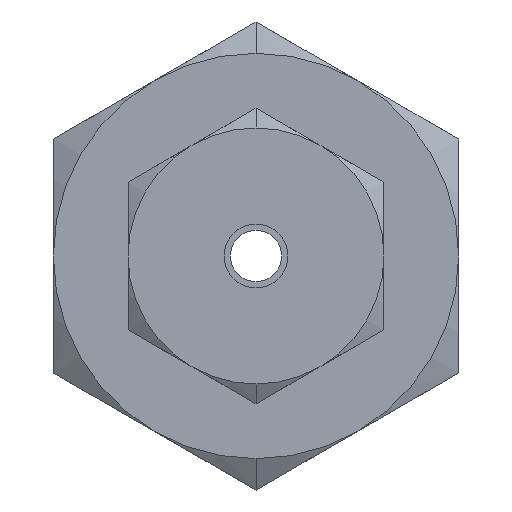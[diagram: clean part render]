
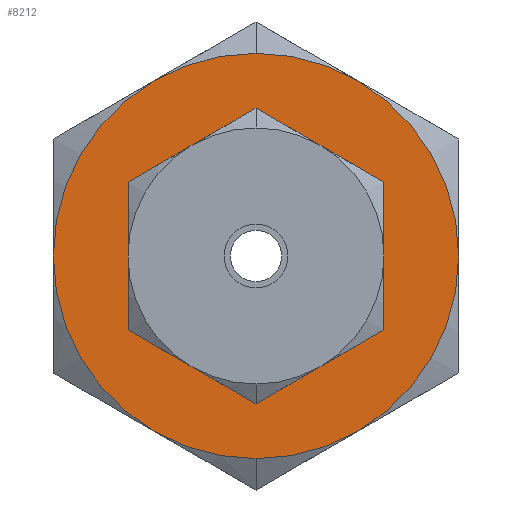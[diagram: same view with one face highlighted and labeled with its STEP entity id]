
A CAD part, left-side view. The second image highlights one B-rep face of the part: STEP entity #8212.
In plain terms, the highlighted planar face has unit normal (-1, 0, 0).
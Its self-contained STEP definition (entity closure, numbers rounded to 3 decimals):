
#48 = AXIS2_PLACEMENT_3D ( 'NONE', #3013, #2307, #1546 ) ;
#114 = DIRECTION ( 'NONE',  ( 0., 1., 0. ) ) ;
#127 = CIRCLE ( 'NONE', #3160, 9.5 ) ;
#239 = DIRECTION ( 'NONE',  ( -1., 0., 0. ) ) ;
#566 = EDGE_CURVE ( 'NONE', #4650, #5922, #6265, .T. ) ;
#596 = EDGE_CURVE ( 'NONE', #6756, #2977, #127, .T. ) ;
#629 = DIRECTION ( 'NONE',  ( -1., 0., 0. ) ) ;
#780 = ORIENTED_EDGE ( 'NONE', *, *, #5077, .T. ) ;
#1203 = VERTEX_POINT ( 'NONE', #7547 ) ;
#1277 = EDGE_LOOP ( 'NONE', ( #4499, #780, #1299, #9231, #3243, #6337, #3179, #9355 ) ) ;
#1299 = ORIENTED_EDGE ( 'NONE', *, *, #6861, .T. ) ;
#1454 = DIRECTION ( 'NONE',  ( 1., 0., 0. ) ) ;
#1481 = DIRECTION ( 'NONE',  ( 0., -0.5, -0.866 ) ) ;
#1546 = DIRECTION ( 'NONE',  ( 0., -0.5, 0.866 ) ) ;
#1563 = AXIS2_PLACEMENT_3D ( 'NONE', #7264, #4401, #2834 ) ;
#1638 = CARTESIAN_POINT ( 'NONE',  ( 15.3, 0., 3.213 ) ) ;
#1783 = CARTESIAN_POINT ( 'NONE',  ( 15.3, -4.75, -8.227 ) ) ;
#1870 = CARTESIAN_POINT ( 'NONE',  ( 15.3, 0., 0. ) ) ;
#1978 = DIRECTION ( 'NONE',  ( 1., 0., 0. ) ) ;
#2011 = AXIS2_PLACEMENT_3D ( 'NONE', #7476, #239, #1481 ) ;
#2173 = CIRCLE ( 'NONE', #1563, 3.213 ) ;
#2193 = CIRCLE ( 'NONE', #5824, 9.5 ) ;
#2214 = PLANE ( 'NONE',  #8709 ) ;
#2307 = DIRECTION ( 'NONE',  ( -1., 0., 0. ) ) ;
#2355 = FACE_OUTER_BOUND ( 'NONE', #1277, .T. ) ;
#2622 = VERTEX_POINT ( 'NONE', #5902 ) ;
#2834 = DIRECTION ( 'NONE',  ( 0., 0., -1. ) ) ;
#2977 = VERTEX_POINT ( 'NONE', #5595 ) ;
#3013 = CARTESIAN_POINT ( 'NONE',  ( 15.3, 0., 0. ) ) ;
#3048 = DIRECTION ( 'NONE',  ( -1., 0., 0. ) ) ;
#3159 = ORIENTED_EDGE ( 'NONE', *, *, #6697, .T. ) ;
#3160 = AXIS2_PLACEMENT_3D ( 'NONE', #5288, #6625, #3858 ) ;
#3179 = ORIENTED_EDGE ( 'NONE', *, *, #566, .T. ) ;
#3211 = CARTESIAN_POINT ( 'NONE',  ( 15.3, 0., -3.213 ) ) ;
#3243 = ORIENTED_EDGE ( 'NONE', *, *, #596, .T. ) ;
#3458 = VERTEX_POINT ( 'NONE', #7279 ) ;
#3475 = CARTESIAN_POINT ( 'NONE',  ( 15.3, 0., 0. ) ) ;
#3536 = DIRECTION ( 'NONE',  ( 0., 0., 1. ) ) ;
#3549 = AXIS2_PLACEMENT_3D ( 'NONE', #3682, #3735, #3827 ) ;
#3555 = CIRCLE ( 'NONE', #4315, 9.5 ) ;
#3682 = CARTESIAN_POINT ( 'NONE',  ( 15.3, 0., 0. ) ) ;
#3735 = DIRECTION ( 'NONE',  ( -1., 0., 0. ) ) ;
#3827 = DIRECTION ( 'NONE',  ( 0., 0., -1. ) ) ;
#3858 = DIRECTION ( 'NONE',  ( 0., 0.5, -0.866 ) ) ;
#3938 = VERTEX_POINT ( 'NONE', #1638 ) ;
#4163 = CIRCLE ( 'NONE', #7504, 9.5 ) ;
#4315 = AXIS2_PLACEMENT_3D ( 'NONE', #3475, #6387, #9282 ) ;
#4401 = DIRECTION ( 'NONE',  ( 1., 0., 0. ) ) ;
#4458 = CIRCLE ( 'NONE', #48, 9.5 ) ;
#4464 = EDGE_CURVE ( 'NONE', #2977, #4650, #7813, .T. ) ;
#4477 = EDGE_CURVE ( 'NONE', #2622, #5635, #4458, .T. ) ;
#4499 = ORIENTED_EDGE ( 'NONE', *, *, #4477, .T. ) ;
#4650 = VERTEX_POINT ( 'NONE', #1783 ) ;
#4766 = CIRCLE ( 'NONE', #8271, 9.5 ) ;
#4769 = DIRECTION ( 'NONE',  ( -1., 0., 0. ) ) ;
#4786 = EDGE_CURVE ( 'NONE', #5922, #2622, #4163, .T. ) ;
#4970 = CARTESIAN_POINT ( 'NONE',  ( 15.3, 0., 0. ) ) ;
#5077 = EDGE_CURVE ( 'NONE', #5635, #1203, #3555, .T. ) ;
#5116 = CARTESIAN_POINT ( 'NONE',  ( 15.3, 0., 0. ) ) ;
#5209 = FACE_BOUND ( 'NONE', #5709, .T. ) ;
#5240 = CIRCLE ( 'NONE', #7517, 3.213 ) ;
#5288 = CARTESIAN_POINT ( 'NONE',  ( 15.3, 0., 0. ) ) ;
#5595 = CARTESIAN_POINT ( 'NONE',  ( 15.3, 0., -9.5 ) ) ;
#5635 = VERTEX_POINT ( 'NONE', #6361 ) ;
#5709 = EDGE_LOOP ( 'NONE', ( #3159, #5772 ) ) ;
#5772 = ORIENTED_EDGE ( 'NONE', *, *, #9315, .T. ) ;
#5824 = AXIS2_PLACEMENT_3D ( 'NONE', #1870, #4769, #7681 ) ;
#5902 = CARTESIAN_POINT ( 'NONE',  ( 15.3, -4.75, 8.227 ) ) ;
#5922 = VERTEX_POINT ( 'NONE', #9058 ) ;
#6265 = CIRCLE ( 'NONE', #2011, 9.5 ) ;
#6337 = ORIENTED_EDGE ( 'NONE', *, *, #4464, .T. ) ;
#6361 = CARTESIAN_POINT ( 'NONE',  ( 15.3, 0., 9.5 ) ) ;
#6387 = DIRECTION ( 'NONE',  ( -1., 0., 0. ) ) ;
#6625 = DIRECTION ( 'NONE',  ( -1., 0., 0. ) ) ;
#6697 = EDGE_CURVE ( 'NONE', #7200, #3938, #2173, .T. ) ;
#6756 = VERTEX_POINT ( 'NONE', #7175 ) ;
#6861 = EDGE_CURVE ( 'NONE', #1203, #3458, #2193, .T. ) ;
#7175 = CARTESIAN_POINT ( 'NONE',  ( 15.3, 4.75, -8.227 ) ) ;
#7200 = VERTEX_POINT ( 'NONE', #3211 ) ;
#7264 = CARTESIAN_POINT ( 'NONE',  ( 15.3, 0., 0. ) ) ;
#7279 = CARTESIAN_POINT ( 'NONE',  ( 15.3, 9.5, 0. ) ) ;
#7476 = CARTESIAN_POINT ( 'NONE',  ( 15.3, 0., 0. ) ) ;
#7504 = AXIS2_PLACEMENT_3D ( 'NONE', #8813, #3048, #8009 ) ;
#7517 = AXIS2_PLACEMENT_3D ( 'NONE', #7878, #1978, #3536 ) ;
#7547 = CARTESIAN_POINT ( 'NONE',  ( 15.3, 4.75, 8.227 ) ) ;
#7681 = DIRECTION ( 'NONE',  ( 0., 0.5, 0.866 ) ) ;
#7813 = CIRCLE ( 'NONE', #3549, 9.5 ) ;
#7878 = CARTESIAN_POINT ( 'NONE',  ( 15.3, 0., 0. ) ) ;
#7917 = DIRECTION ( 'NONE',  ( 0., 1., 0. ) ) ;
#8009 = DIRECTION ( 'NONE',  ( 0., -1., 0. ) ) ;
#8212 = ADVANCED_FACE ( 'NONE', ( #5209, #2355 ), #2214, .F. ) ;
#8271 = AXIS2_PLACEMENT_3D ( 'NONE', #4970, #629, #7917 ) ;
#8381 = EDGE_CURVE ( 'NONE', #3458, #6756, #4766, .T. ) ;
#8709 = AXIS2_PLACEMENT_3D ( 'NONE', #5116, #1454, #114 ) ;
#8813 = CARTESIAN_POINT ( 'NONE',  ( 15.3, 0., 0. ) ) ;
#9058 = CARTESIAN_POINT ( 'NONE',  ( 15.3, -9.5, 0. ) ) ;
#9231 = ORIENTED_EDGE ( 'NONE', *, *, #8381, .T. ) ;
#9282 = DIRECTION ( 'NONE',  ( 0., 0., 1. ) ) ;
#9315 = EDGE_CURVE ( 'NONE', #3938, #7200, #5240, .T. ) ;
#9355 = ORIENTED_EDGE ( 'NONE', *, *, #4786, .T. ) ;
